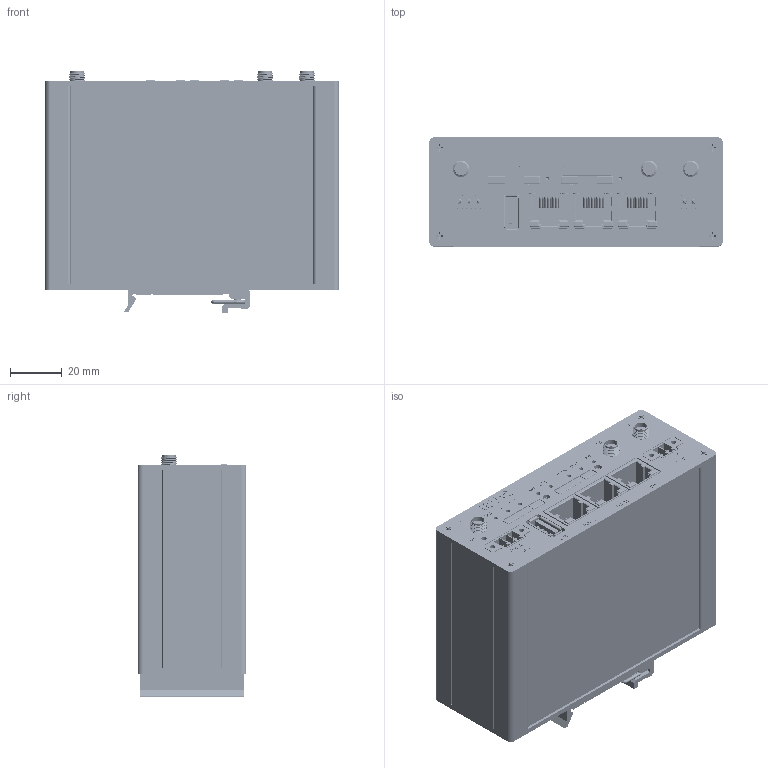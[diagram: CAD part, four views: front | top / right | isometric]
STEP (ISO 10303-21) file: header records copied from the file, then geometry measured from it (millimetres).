
FILE_DESCRIPTION (( 'STEP AP214' ), '1' );
FILE_NAME ('LR77_v2F_SL_DGA.STEP', '2019-02-06T13:38:09', ( '' ), ( '' ), 'SwSTEP 2.0', 'SolidWorks 2018', '' );
FILE_SCHEMA (( 'AUTOMOTIVE_DESIGN' ));
Length unit declared in the file: millimetre
Products named in the file (28): LR77_v2F_SL_DGA; kolik_BB-SBD40; SMA-J-P-H-ST-EM3; 691325110002_04; 691325110003_05; 656_CKC2_zadni_celo_v2_router; USB-A_DＧaut; 691325110003_04; User Library-Rj45-1; SIM_912283001___ _________; Screw_box_7982    49,5-mattssons; 691325110003_01; 691325110003; 691325110002; 691325110002_05; 691325110003_06; BB-SBD40_model_silver; 691325110003_02; SIM_holder; Pero_BB-SBD40; M2_5x5_PH_silver; Profil_BB-SBD40; 691325110003_03; CKK2_box; 691325110002_01; 691325110002_03; 485_CKC2_LR77_v2F_SL_3A_NL_DGA; 691325110002_02
Assembly tree (43 placements, depth 3):
  LR77_v2F_SL_DGA
    485_CKC2_LR77_v2F_SL_3A_NL_DGA
    CKK2_box
    656_CKC2_zadni_celo_v2_router
    691325110002
      691325110002_01
      691325110002_02
      691325110002_03
      691325110002_04
      691325110002_05
    691325110003
      691325110003_01
      691325110003_02
      691325110003_03
      691325110003_04
      691325110003_05
      691325110003_06
    Screw_box_7982    49,5-mattssons  x8
    SIM_912283001___ _________  x2
    SIM_holder  x2
    SMA-J-P-H-ST-EM3  x3
    USB-A_DＧaut
    User Library-Rj45-1  x3
    BB-SBD40_model_silver
      Profil_BB-SBD40
      kolik_BB-SBD40
      Pero_BB-SBD40
    M2_5x5_PH_silver  x4
Bounding box: 113.2 x 42 x 93.4 mm (x, y, z)
Volume: 79238.6 mm3; surface area: 99554.4 mm2
Topology: 40 solids, 40 shells, 5685 faces, 14976 edges, 9517 vertices
Faces by surface type: plane 3328, cylinder 1459, bspline 416, cone 308, torus 174
Entity records: 298310 total; most frequent: CARTESIAN_POINT 192292, ORIENTED_EDGE 18554, DIRECTION 15373, EDGE_CURVE 9277, LINE 6787, VECTOR 6787, VERTEX_POINT 6000, AXIS2_PLACEMENT_3D 4293
